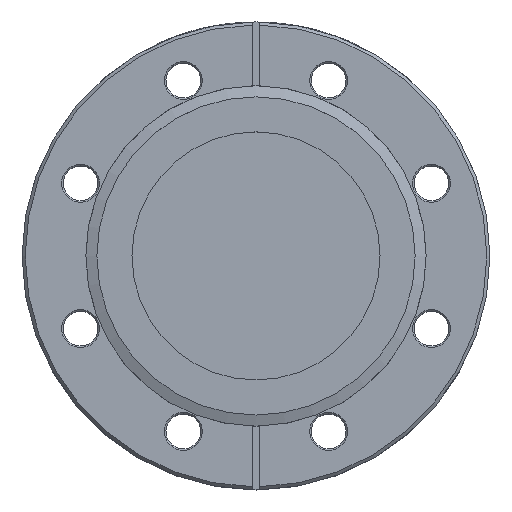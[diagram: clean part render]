
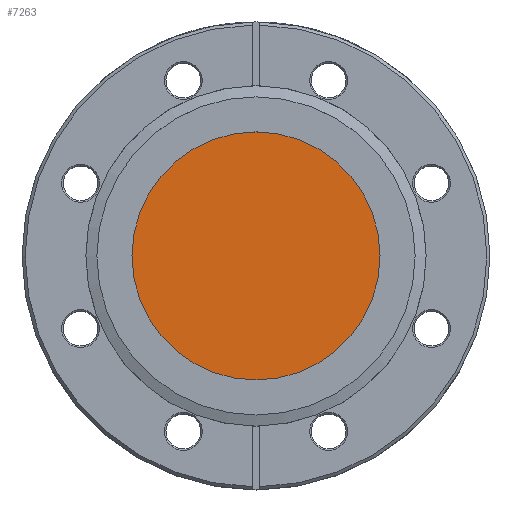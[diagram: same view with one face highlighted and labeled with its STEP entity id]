
A CAD part, top view. The second image highlights one B-rep face of the part: STEP entity #7263.
In plain terms, the highlighted planar face has unit normal (0, 0, 1).
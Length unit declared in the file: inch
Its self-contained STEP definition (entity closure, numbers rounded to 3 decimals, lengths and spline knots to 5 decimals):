
#1839=PLANE('',#7697);
#1964=VERTEX_POINT('',#9123);
#2731=CIRCLE('',#7695,1.185);
#2844=EDGE_CURVE('',#1964,#1964,#2731,.T.);
#3974=ORIENTED_EDGE('',*,*,#2844,.T.);
#6230=EDGE_LOOP('',(#3974));
#6747=FACE_BOUND('',#6230,.T.);
#7263=ADVANCED_FACE('',(#6747),#1839,.T.);
#7695=AXIS2_PLACEMENT_3D('',#9122,#8062,#8063);
#7697=AXIS2_PLACEMENT_3D('',#9126,#8066,$);
#8062=DIRECTION('',(0.,0.,1.));
#8063=DIRECTION('',(0.,1.185,0.));
#8066=DIRECTION('',(0.,0.,1.));
#9122=CARTESIAN_POINT('',(0.,0.,-0.101));
#9123=CARTESIAN_POINT('',(0.,1.185,-0.101));
#9126=CARTESIAN_POINT('',(0.,0.5925,-0.101));
